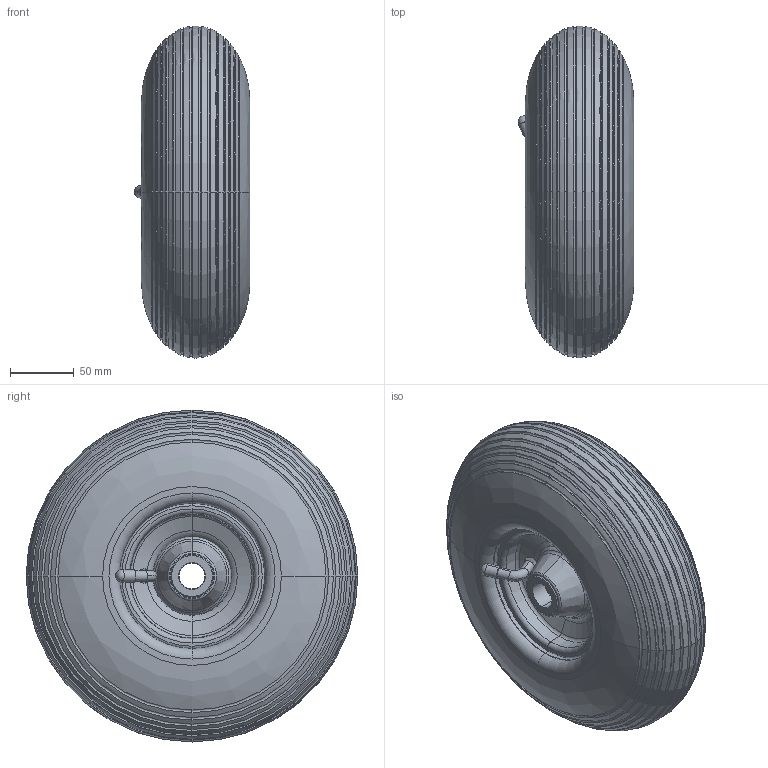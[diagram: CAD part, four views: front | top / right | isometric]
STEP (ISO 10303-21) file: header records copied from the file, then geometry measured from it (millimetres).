
FILE_DESCRIPTION (( 'STEP AP214' ), '1' );
FILE_NAME ('0022869.step', '2024-09-30T09:00:45', ( '' ), ( '' ), 'SwSTEP 2.0', 'SolidWorks 2020', '' );
FILE_SCHEMA (( 'AUTOMOTIVE_DESIGN' ));
Length unit declared in the file: millimetre
Products named in the file (1): 0022869
Bounding box: 90.74 x 259.82 x 259.98 mm (x, y, z)
Surface area: 199451.6 mm2 (no closed solid volume)
Topology: 0 solids, 4 shells, 180 faces, 436 edges, 264 vertices
Faces by surface type: torus 102, bspline 30, cone 20, cylinder 18, plane 9, sphere 1
Entity records: 7840 total; most frequent: CARTESIAN_POINT 1576, DIRECTION 1054, ORIENTED_EDGE 848, AXIS2_PLACEMENT_3D 508, EDGE_CURVE 433, CIRCLE 357, VERTEX_POINT 262, EDGE_LOOP 189
